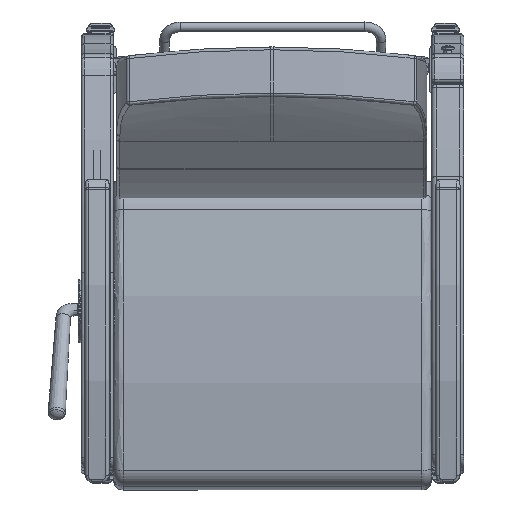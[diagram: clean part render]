
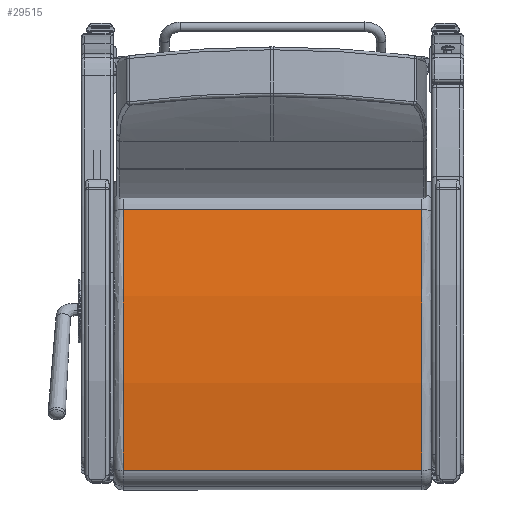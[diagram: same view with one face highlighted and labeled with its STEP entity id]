
A CAD part, front view. The second image highlights one B-rep face of the part: STEP entity #29515.
In plain terms, the highlighted free-form (B-spline) face has degree [1, 2] with [2, 3] control points.
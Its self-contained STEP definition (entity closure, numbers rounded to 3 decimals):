
#1226=(
BOUNDED_SURFACE()
B_SPLINE_SURFACE(1,2,((#44979,#44980,#44981),(#44982,#44983,#44984)),
 .UNSPECIFIED.,.F.,.F.,.F.)
B_SPLINE_SURFACE_WITH_KNOTS((2,2),(3,3),(-0.193,0.193),
(1.362,1.699),.UNSPECIFIED.)
GEOMETRIC_REPRESENTATION_ITEM()
RATIONAL_B_SPLINE_SURFACE(((1.,0.986,1.),(1.,0.986,
1.)))
REPRESENTATION_ITEM('')
SURFACE()
);
#1788=ELLIPSE('',#31736,60.054,60.);
#1798=ELLIPSE('',#31764,60.054,60.);
#3090=FACE_OUTER_BOUND('',#4816,.T.);
#4816=EDGE_LOOP('',(#20542,#20543,#20544,#20545));
#6846=LINE('',#44977,#9053);
#6847=LINE('',#44986,#9054);
#9053=VECTOR('',#35462,0.394);
#9054=VECTOR('',#35465,0.394);
#12935=VERTEX_POINT('',#44769);
#12936=VERTEX_POINT('',#44770);
#12961=VERTEX_POINT('',#44976);
#12962=VERTEX_POINT('',#44985);
#15988=EDGE_CURVE('',#12935,#12936,#1788,.T.);
#16026=EDGE_CURVE('',#12936,#12961,#6846,.T.);
#16028=EDGE_CURVE('',#12935,#12962,#6847,.T.);
#16029=EDGE_CURVE('',#12961,#12962,#1798,.T.);
#20542=ORIENTED_EDGE('',*,*,#15988,.F.);
#20543=ORIENTED_EDGE('',*,*,#16028,.T.);
#20544=ORIENTED_EDGE('',*,*,#16029,.F.);
#20545=ORIENTED_EDGE('',*,*,#16026,.F.);
#29515=ADVANCED_FACE('',(#3090),#1226,.F.);
#31736=AXIS2_PLACEMENT_3D('',#44771,#35394,#35395);
#31764=AXIS2_PLACEMENT_3D('',#44987,#35466,#35467);
#35394=DIRECTION('center_axis',(0.,0.,-1.));
#35395=DIRECTION('ref_axis',(1.,0.,0.));
#35462=DIRECTION('',(0.,0.,1.));
#35465=DIRECTION('',(0.,0.,1.));
#35466=DIRECTION('center_axis',(0.,0.,1.));
#35467=DIRECTION('ref_axis',(1.,0.,0.));
#44769=CARTESIAN_POINT('',(-10.045,1.256,-11.563));
#44770=CARTESIAN_POINT('',(10.111,0.445,-11.563));
#44771=CARTESIAN_POINT('Origin',(-2.35,-58.249,-11.563));
#44976=CARTESIAN_POINT('',(10.111,0.445,11.563));
#44977=CARTESIAN_POINT('',(10.111,0.445,0.));
#44979=CARTESIAN_POINT('Ctrl Pts',(10.111,0.445,-11.563));
#44980=CARTESIAN_POINT('Ctrl Pts',(0.103,2.566,-11.563));
#44981=CARTESIAN_POINT('Ctrl Pts',(-10.045,1.256,-11.563));
#44982=CARTESIAN_POINT('Ctrl Pts',(10.111,0.445,11.563));
#44983=CARTESIAN_POINT('Ctrl Pts',(0.103,2.566,11.563));
#44984=CARTESIAN_POINT('Ctrl Pts',(-10.045,1.256,11.563));
#44985=CARTESIAN_POINT('',(-10.045,1.256,11.563));
#44986=CARTESIAN_POINT('',(-10.045,1.256,0.));
#44987=CARTESIAN_POINT('Origin',(-2.35,-58.249,11.563));
